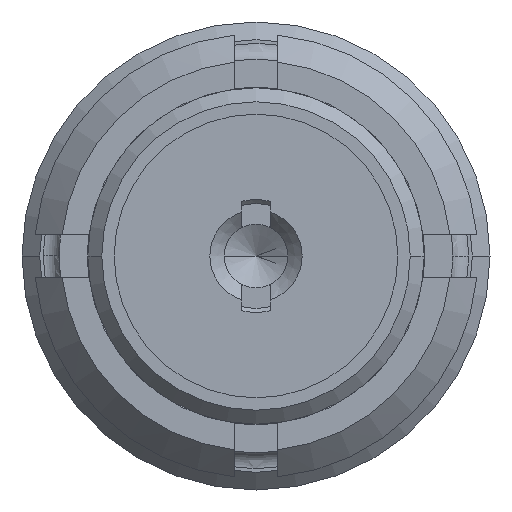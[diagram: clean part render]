
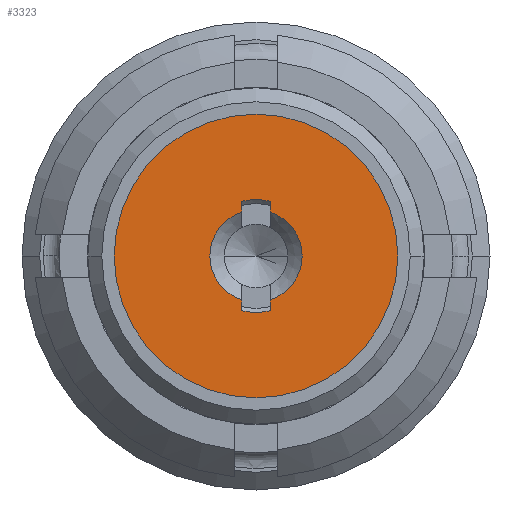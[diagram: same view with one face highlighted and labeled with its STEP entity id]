
A CAD part, left-side view. The second image highlights one B-rep face of the part: STEP entity #3323.
In plain terms, the highlighted planar face has unit normal (-1, 0, 0).
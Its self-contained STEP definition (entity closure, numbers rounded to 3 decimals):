
#715=CARTESIAN_POINT('',(0.102,0.,0.));
#716=DIRECTION('',(1.,0.,0.));
#717=DIRECTION('',(0.,-1.,0.));
#718=AXIS2_PLACEMENT_3D('',#715,#716,#717);
#720=CARTESIAN_POINT('',(0.102,0.,0.));
#721=DIRECTION('',(1.,0.,0.));
#722=DIRECTION('',(0.,1.,0.));
#723=AXIS2_PLACEMENT_3D('',#720,#721,#722);
#725=CARTESIAN_POINT('',(0.102,0.,0.));
#726=DIRECTION('',(-1.,0.,0.));
#727=DIRECTION('',(0.,0.251,-0.968));
#728=AXIS2_PLACEMENT_3D('',#725,#726,#727);
#730=CARTESIAN_POINT('',(0.102,0.,0.));
#731=DIRECTION('',(-1.,0.,0.));
#732=DIRECTION('',(0.,-0.308,-0.951));
#733=AXIS2_PLACEMENT_3D('',#730,#731,#732);
#735=CARTESIAN_POINT('',(0.102,0.,0.));
#736=DIRECTION('',(-1.,0.,0.));
#737=DIRECTION('',(0.,-1.,0.));
#738=AXIS2_PLACEMENT_3D('',#735,#736,#737);
#740=CARTESIAN_POINT('',(0.102,0.,0.));
#741=DIRECTION('',(-1.,0.,0.));
#742=DIRECTION('',(0.,-0.251,0.968));
#743=AXIS2_PLACEMENT_3D('',#740,#741,#742);
#745=CARTESIAN_POINT('',(0.102,0.,0.));
#746=DIRECTION('',(-1.,0.,0.));
#747=DIRECTION('',(0.,0.308,0.951));
#748=AXIS2_PLACEMENT_3D('',#745,#746,#747);
#750=CARTESIAN_POINT('',(0.102,0.,0.));
#751=DIRECTION('',(-1.,0.,0.));
#752=DIRECTION('',(0.,1.,0.));
#753=AXIS2_PLACEMENT_3D('',#750,#751,#752);
#781=DIRECTION('',(0.,0.,-1.));
#782=VECTOR('',#781,0.078);
#783=CARTESIAN_POINT('',(0.102,-0.102,-0.314));
#784=LINE('',#783,#782);
#795=DIRECTION('',(0.,0.,1.));
#796=VECTOR('',#795,0.078);
#797=CARTESIAN_POINT('',(0.102,0.102,-0.392));
#798=LINE('',#797,#796);
#835=DIRECTION('',(0.,0.,-1.));
#836=VECTOR('',#835,0.078);
#837=CARTESIAN_POINT('',(0.102,-0.102,0.392));
#838=LINE('',#837,#836);
#911=DIRECTION('',(0.,0.,1.));
#912=VECTOR('',#911,0.078);
#913=CARTESIAN_POINT('',(0.102,0.102,0.314));
#914=LINE('',#913,#912);
#2150=CARTESIAN_POINT('',(0.102,1.016,0.));
#2151=VERTEX_POINT('',#2150);
#2152=CARTESIAN_POINT('',(0.102,-1.016,0.));
#2153=VERTEX_POINT('',#2152);
#2154=CARTESIAN_POINT('',(0.102,0.102,-0.392));
#2155=CARTESIAN_POINT('',(0.102,-0.102,-0.392));
#2156=VERTEX_POINT('',#2154);
#2157=VERTEX_POINT('',#2155);
#2158=CARTESIAN_POINT('',(0.102,-0.102,-0.314));
#2159=VERTEX_POINT('',#2158);
#2160=CARTESIAN_POINT('',(0.102,-0.33,0.));
#2161=CARTESIAN_POINT('',(0.102,-0.102,0.314));
#2162=VERTEX_POINT('',#2160);
#2163=VERTEX_POINT('',#2161);
#2164=CARTESIAN_POINT('',(0.102,-0.102,0.392));
#2165=VERTEX_POINT('',#2164);
#2166=CARTESIAN_POINT('',(0.102,0.102,0.392));
#2167=VERTEX_POINT('',#2166);
#2168=CARTESIAN_POINT('',(0.102,0.102,0.314));
#2169=VERTEX_POINT('',#2168);
#2170=CARTESIAN_POINT('',(0.102,0.33,0.));
#2171=CARTESIAN_POINT('',(0.102,0.102,-0.314));
#2172=VERTEX_POINT('',#2170);
#2173=VERTEX_POINT('',#2171);
#3292=CARTESIAN_POINT('',(0.102,0.,0.));
#3293=DIRECTION('',(1.,0.,0.));
#3294=DIRECTION('',(0.,-1.,0.));
#3295=AXIS2_PLACEMENT_3D('',#3292,#3293,#3294);
#3296=PLANE('',#3295);
#3297=ORIENTED_EDGE('',*,*,#3285,.T.);
#3298=ORIENTED_EDGE('',*,*,#3274,.T.);
#3299=EDGE_LOOP('',(#3297,#3298));
#3300=FACE_OUTER_BOUND('',#3299,.F.);
#3302=ORIENTED_EDGE('',*,*,#3301,.T.);
#3304=ORIENTED_EDGE('',*,*,#3303,.F.);
#3306=ORIENTED_EDGE('',*,*,#3305,.T.);
#3308=ORIENTED_EDGE('',*,*,#3307,.T.);
#3310=ORIENTED_EDGE('',*,*,#3309,.F.);
#3312=ORIENTED_EDGE('',*,*,#3311,.T.);
#3314=ORIENTED_EDGE('',*,*,#3313,.F.);
#3316=ORIENTED_EDGE('',*,*,#3315,.T.);
#3318=ORIENTED_EDGE('',*,*,#3317,.T.);
#3320=ORIENTED_EDGE('',*,*,#3319,.F.);
#3321=EDGE_LOOP('',(#3302,#3304,#3306,#3308,#3310,#3312,#3314,#3316,#3318,
#3320));
#3322=FACE_BOUND('',#3321,.F.);
#3323=ADVANCED_FACE('',(#3300,#3322),#3296,.F.);
#719=CIRCLE('',#718,1.016);
#724=CIRCLE('',#723,1.016);
#729=CIRCLE('',#728,0.405);
#734=CIRCLE('',#733,0.33);
#739=CIRCLE('',#738,0.33);
#744=CIRCLE('',#743,0.405);
#749=CIRCLE('',#748,0.33);
#754=CIRCLE('',#753,0.33);
#3274=EDGE_CURVE('',#2151,#2153,#724,.T.);
#3285=EDGE_CURVE('',#2153,#2151,#719,.T.);
#3301=EDGE_CURVE('',#2156,#2157,#729,.T.);
#3303=EDGE_CURVE('',#2159,#2157,#784,.T.);
#3305=EDGE_CURVE('',#2159,#2162,#734,.T.);
#3307=EDGE_CURVE('',#2162,#2163,#739,.T.);
#3309=EDGE_CURVE('',#2165,#2163,#838,.T.);
#3311=EDGE_CURVE('',#2165,#2167,#744,.T.);
#3313=EDGE_CURVE('',#2169,#2167,#914,.T.);
#3315=EDGE_CURVE('',#2169,#2172,#749,.T.);
#3317=EDGE_CURVE('',#2172,#2173,#754,.T.);
#3319=EDGE_CURVE('',#2156,#2173,#798,.T.);
